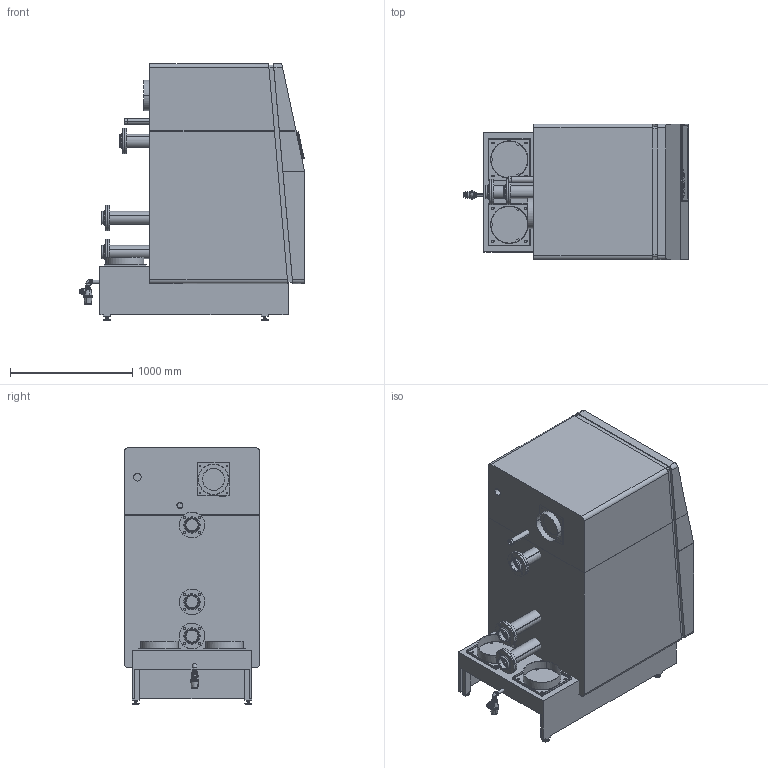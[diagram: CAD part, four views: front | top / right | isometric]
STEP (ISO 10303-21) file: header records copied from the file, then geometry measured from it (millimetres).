
FILE_DESCRIPTION(('CATIA V5 STEP Exchange'),'2;1');
FILE_NAME('4212680_UG_(400-500).stp','2014-04-03T15:22:40+00:00',('N.N.'),('Hovalwerke AG FL-9490 Vaduz'),'CATIA Version 5 Release 20 SP 7 (IN-10)','CATIA V5 STEP AP203','none');
FILE_SCHEMA(('CONFIG_CONTROL_DESIGN'));
Length unit declared in the file: millimetre
Products named in the file (11): 4212680_UG (400-500) Planerdaten 3D CSM_10407939_C85_000_00; 6025797; 6025655; 6015952; 2026199_Version2; 617742; 6005307; 6005306; 6017754; Product1; 6018659
Assembly tree (48 placements, depth 4):
  4212680_UG (400-500) Planerdaten 3D CSM_10407939_C85_000_00
    #58
    6025797
      #4313
      #6771
      #9863
      6025655
        #10238
        #13603
        #17741
      #18090  x2
    #19735
    6015952
      2026199_Version2
        #19926
        #24581
        #25038  x2
        #26378
        #27718
      617742
        #28571
        #29636
    #29831
    #30233
    6005307
      #30767
      #31196
    #31378  x3
    6005306  x2
      #30767
      #32063
    6017754  x2
      #32298
      #35182
    Product1  x4
      #35769
      #36303
    6018659
      #37913
      #38082
Bounding box: 1845.1 x 1110 x 2100 mm (x, y, z)
Volume: 2694448347.9 mm3; surface area: 30286237.1 mm2
Topology: 62 solids, 62 shells, 1758 faces, 4273 edges, 2692 vertices
Faces by surface type: plane 881, cylinder 517, cone 172, torus 119, bspline 61, revolution 8
Full cylindrical faces by diameter (mm): 302 x2, 306 x2
Entity records: 39412 total; most frequent: CARTESIAN_POINT 11288, ORIENTED_EDGE 6092, DIRECTION 4628, EDGE_CURVE 3046, VERTEX_POINT 1910, AXIS2_PLACEMENT_3D 1858, VECTOR 1802, LINE 1802
